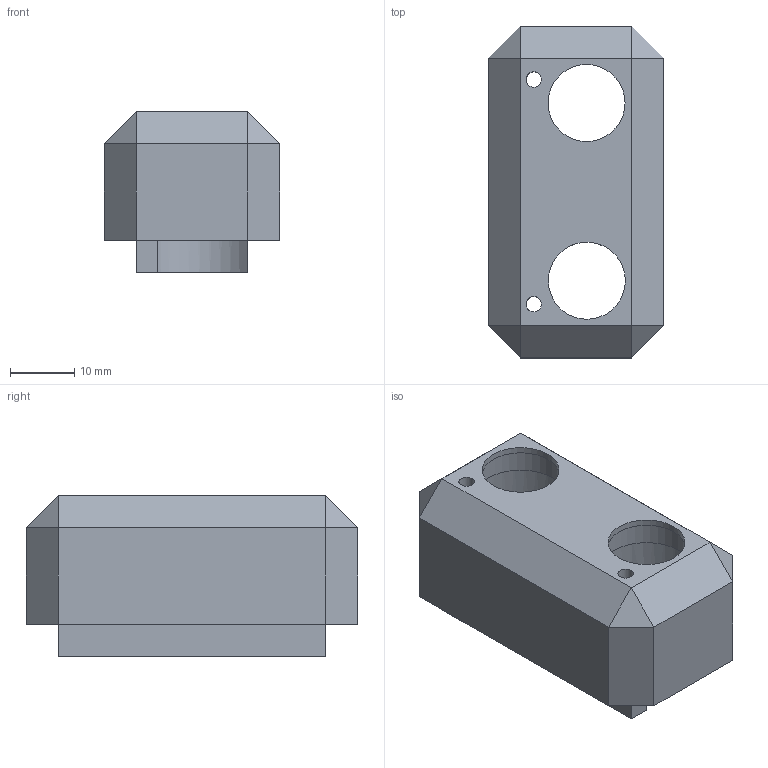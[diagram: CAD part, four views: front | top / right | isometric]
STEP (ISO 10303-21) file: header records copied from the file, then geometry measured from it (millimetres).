
FILE_DESCRIPTION(/* description */ (''),/* implementation_level */ '2;1');
FILE_NAME(/* name */ 'HoseHolder - 4ea.step',/* time_stamp */ '2024-03-04T17:38:24+09:00',/* author */ (''),/* organization */ (''),/* preprocessor_version */ 'ST-DEVELOPER v20',/* originating_system */ 'Autodesk Translation Framework v12.20.1.177',/* authorisation */ '');
FILE_SCHEMA (('AUTOMOTIVE_DESIGN { 1 0 10303 214 3 1 1 }'));
Length unit declared in the file: millimetre
Products named in the file (1): HoseHolder
Bounding box: 27.36 x 51.68 x 25 mm (x, y, z)
Volume: 15978.1 mm3; surface area: 7731.6 mm2
Topology: 1 solids, 1 shells, 36 faces, 87 edges, 54 vertices
Faces by surface type: plane 28, cylinder 8
Full cylindrical faces by diameter (mm): 2.4 x2, 12 x2, 14 x2
Entity records: 1088 total; most frequent: DIRECTION 185, CARTESIAN_POINT 178, ORIENTED_EDGE 174, EDGE_CURVE 87, LINE 63, VECTOR 63, AXIS2_PLACEMENT_3D 61, VERTEX_POINT 54
